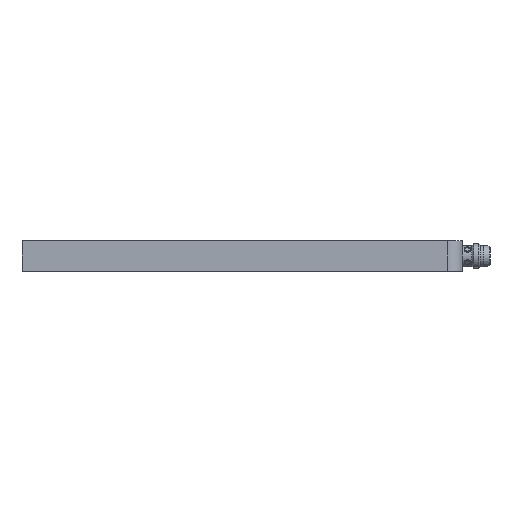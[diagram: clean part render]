
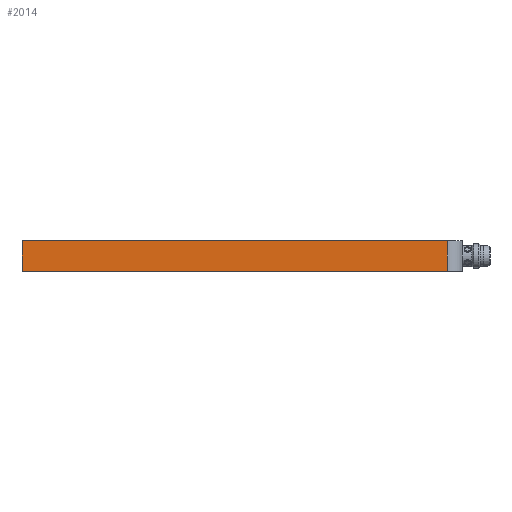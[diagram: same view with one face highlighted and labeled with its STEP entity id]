
A CAD part, front view. The second image highlights one B-rep face of the part: STEP entity #2014.
In plain terms, the highlighted planar face has unit normal (0, -1, 0).
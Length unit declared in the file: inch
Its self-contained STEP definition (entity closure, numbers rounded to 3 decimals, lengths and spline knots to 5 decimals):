
#91 = VERTEX_POINT ( 'NONE', #416 ) ;
#151 = EDGE_CURVE ( 'NONE', #748, #619, #448, .T. ) ;
#199 = PLANE ( 'NONE',  #567 ) ;
#216 = ORIENTED_EDGE ( 'NONE', *, *, #151, .T. ) ;
#325 = DIRECTION ( 'NONE',  ( -1., 0., 0. ) ) ;
#383 = DIRECTION ( 'NONE',  ( 0., 0., 1. ) ) ;
#416 = CARTESIAN_POINT ( 'NONE',  ( 0., -1.45669, -0.19685 ) ) ;
#448 = LINE ( 'NONE', #916, #2447 ) ;
#505 = LINE ( 'NONE', #2464, #2524 ) ;
#567 = AXIS2_PLACEMENT_3D ( 'NONE', #2116, #1537, #383 ) ;
#619 = VERTEX_POINT ( 'NONE', #1987 ) ;
#641 = CARTESIAN_POINT ( 'NONE',  ( 0., -1.45669, 0.19685 ) ) ;
#698 = EDGE_CURVE ( 'NONE', #619, #729, #1116, .T. ) ;
#729 = VERTEX_POINT ( 'NONE', #641 ) ;
#748 = VERTEX_POINT ( 'NONE', #778 ) ;
#777 = EDGE_CURVE ( 'NONE', #729, #91, #1940, .T. ) ;
#778 = CARTESIAN_POINT ( 'NONE',  ( 5.47244, -1.45669, -0.19685 ) ) ;
#810 = ORIENTED_EDGE ( 'NONE', *, *, #777, .T. ) ;
#916 = CARTESIAN_POINT ( 'NONE',  ( 5.47244, -1.45669, 0.19685 ) ) ;
#1031 = CARTESIAN_POINT ( 'NONE',  ( 0., -1.45669, 0.19685 ) ) ;
#1116 = LINE ( 'NONE', #1031, #1668 ) ;
#1291 = DIRECTION ( 'NONE',  ( 0., 0., 1. ) ) ;
#1432 = ORIENTED_EDGE ( 'NONE', *, *, #1738, .F. ) ;
#1433 = FACE_OUTER_BOUND ( 'NONE', #2009, .T. ) ;
#1500 = ORIENTED_EDGE ( 'NONE', *, *, #698, .T. ) ;
#1537 = DIRECTION ( 'NONE',  ( 0., 1., 0. ) ) ;
#1541 = DIRECTION ( 'NONE',  ( 0., 0., -1. ) ) ;
#1668 = VECTOR ( 'NONE', #2202, 39.37008 ) ;
#1738 = EDGE_CURVE ( 'NONE', #748, #91, #505, .T. ) ;
#1940 = LINE ( 'NONE', #2127, #2482 ) ;
#1987 = CARTESIAN_POINT ( 'NONE',  ( 5.47244, -1.45669, 0.19685 ) ) ;
#2009 = EDGE_LOOP ( 'NONE', ( #1432, #216, #1500, #810 ) ) ;
#2014 = ADVANCED_FACE ( 'NONE', ( #1433 ), #199, .F. ) ;
#2116 = CARTESIAN_POINT ( 'NONE',  ( 0., -1.45669, 0. ) ) ;
#2127 = CARTESIAN_POINT ( 'NONE',  ( 0., -1.45669, -0.13333 ) ) ;
#2202 = DIRECTION ( 'NONE',  ( -1., 0., 0. ) ) ;
#2447 = VECTOR ( 'NONE', #1291, 39.37008 ) ;
#2464 = CARTESIAN_POINT ( 'NONE',  ( 0., -1.45669, -0.19685 ) ) ;
#2482 = VECTOR ( 'NONE', #1541, 39.37008 ) ;
#2524 = VECTOR ( 'NONE', #325, 39.37008 ) ;
